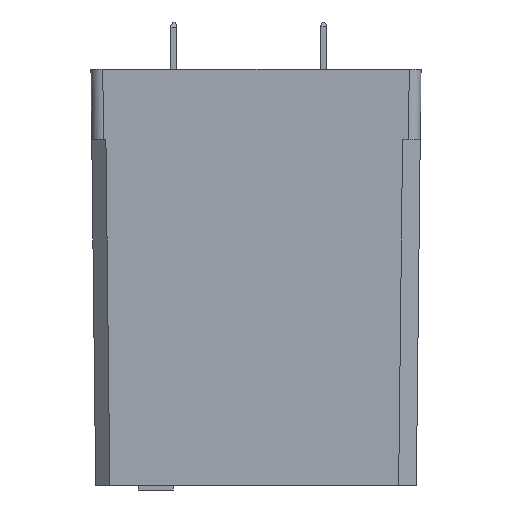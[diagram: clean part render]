
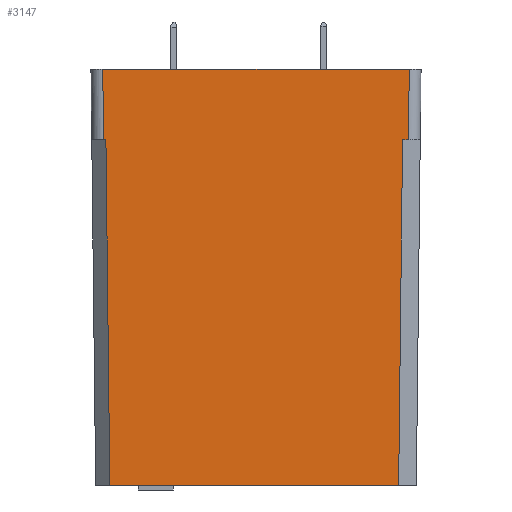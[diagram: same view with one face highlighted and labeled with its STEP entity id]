
A CAD part, front view. The second image highlights one B-rep face of the part: STEP entity #3147.
In plain terms, the highlighted planar face has unit normal (0, -1, -0.014).
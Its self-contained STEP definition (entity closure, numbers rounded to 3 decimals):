
#284 = CARTESIAN_POINT ( 'NONE',  ( -48.798, -10.35, 0. ) ) ;
#396 = CARTESIAN_POINT ( 'NONE',  ( -12.4, -9.85, -35.3 ) ) ;
#793 = CARTESIAN_POINT ( 'NONE',  ( 0., -10.265, -6. ) ) ;
#799 = DIRECTION ( 'NONE',  ( -1., 0., 0. ) ) ;
#869 = EDGE_CURVE ( 'NONE', #3154, #6116, #4894, .T. ) ;
#1047 = LINE ( 'NONE', #2925, #3869 ) ;
#1074 = DIRECTION ( 'NONE',  ( -0.011, 0.014, -1. ) ) ;
#1272 = FACE_OUTER_BOUND ( 'NONE', #6313, .T. ) ;
#1408 = ORIENTED_EDGE ( 'NONE', *, *, #2431, .F. ) ;
#1582 = VECTOR ( 'NONE', #4865, 1000. ) ;
#1677 = VECTOR ( 'NONE', #5354, 1000. ) ;
#1756 = CARTESIAN_POINT ( 'NONE',  ( 12.1, -9.85, -35.3 ) ) ;
#1902 = LINE ( 'NONE', #2737, #6557 ) ;
#1949 = CARTESIAN_POINT ( 'NONE',  ( 12.432, -10.265, -6. ) ) ;
#2262 = VERTEX_POINT ( 'NONE', #6042 ) ;
#2393 = DIRECTION ( 'NONE',  ( -0.011, -0.014, 1. ) ) ;
#2431 = EDGE_CURVE ( 'NONE', #5107, #6116, #1902, .T. ) ;
#2532 = VERTEX_POINT ( 'NONE', #1756 ) ;
#2737 = CARTESIAN_POINT ( 'NONE',  ( 13., -10.35, 0. ) ) ;
#2925 = CARTESIAN_POINT ( 'NONE',  ( -12.932, -10.265, -6. ) ) ;
#2992 = ORIENTED_EDGE ( 'NONE', *, *, #3669, .F. ) ;
#3070 = LINE ( 'NONE', #7133, #1582 ) ;
#3071 = DIRECTION ( 'NONE',  ( 0., 0.014, -1. ) ) ;
#3147 = ADVANCED_FACE ( 'NONE', ( #1272 ), #3656, .F. ) ;
#3154 = VERTEX_POINT ( 'NONE', #1949 ) ;
#3411 = VECTOR ( 'NONE', #5275, 1000. ) ;
#3424 = CARTESIAN_POINT ( 'NONE',  ( -12.932, -10.265, -6. ) ) ;
#3426 = ORIENTED_EDGE ( 'NONE', *, *, #5860, .F. ) ;
#3545 = CARTESIAN_POINT ( 'NONE',  ( 13., -10.35, 0. ) ) ;
#3581 = ORIENTED_EDGE ( 'NONE', *, *, #5809, .F. ) ;
#3610 = ORIENTED_EDGE ( 'NONE', *, *, #869, .T. ) ;
#3656 = PLANE ( 'NONE',  #5461 ) ;
#3669 = EDGE_CURVE ( 'NONE', #4772, #2262, #6793, .T. ) ;
#3869 = VECTOR ( 'NONE', #2393, 1000. ) ;
#4008 = CARTESIAN_POINT ( 'NONE',  ( -12.4, -9.85, -35.3 ) ) ;
#4098 = CARTESIAN_POINT ( 'NONE',  ( -48.798, -9.85, -35.3 ) ) ;
#4107 = ORIENTED_EDGE ( 'NONE', *, *, #5362, .F. ) ;
#4167 = DIRECTION ( 'NONE',  ( 1., 0., 0. ) ) ;
#4171 = VECTOR ( 'NONE', #4500, 1000. ) ;
#4343 = CARTESIAN_POINT ( 'NONE',  ( 12.932, -10.265, -6. ) ) ;
#4500 = DIRECTION ( 'NONE',  ( -0.011, -0.014, 1. ) ) ;
#4561 = EDGE_CURVE ( 'NONE', #7143, #5107, #6069, .T. ) ;
#4772 = VERTEX_POINT ( 'NONE', #396 ) ;
#4865 = DIRECTION ( 'NONE',  ( 1., 0., 0. ) ) ;
#4894 = LINE ( 'NONE', #793, #3411 ) ;
#4904 = LINE ( 'NONE', #4098, #5078 ) ;
#5078 = VECTOR ( 'NONE', #799, 1000. ) ;
#5107 = VERTEX_POINT ( 'NONE', #3545 ) ;
#5275 = DIRECTION ( 'NONE',  ( 1., 0., 0. ) ) ;
#5354 = DIRECTION ( 'NONE',  ( -0.011, 0.014, -1. ) ) ;
#5362 = EDGE_CURVE ( 'NONE', #3154, #2532, #6953, .T. ) ;
#5461 = AXIS2_PLACEMENT_3D ( 'NONE', #284, #6362, #3071 ) ;
#5524 = EDGE_CURVE ( 'NONE', #5749, #2262, #3070, .T. ) ;
#5749 = VERTEX_POINT ( 'NONE', #3424 ) ;
#5809 = EDGE_CURVE ( 'NONE', #5749, #7143, #1047, .T. ) ;
#5858 = CARTESIAN_POINT ( 'NONE',  ( -48.798, -10.35, 0. ) ) ;
#5860 = EDGE_CURVE ( 'NONE', #2532, #4772, #4904, .T. ) ;
#6042 = CARTESIAN_POINT ( 'NONE',  ( -12.732, -10.265, -6. ) ) ;
#6069 = LINE ( 'NONE', #5858, #6600 ) ;
#6116 = VERTEX_POINT ( 'NONE', #4343 ) ;
#6313 = EDGE_LOOP ( 'NONE', ( #6950, #2992, #3426, #4107, #3610, #1408, #6676, #3581 ) ) ;
#6362 = DIRECTION ( 'NONE',  ( 0., 1., 0.014 ) ) ;
#6499 = CARTESIAN_POINT ( 'NONE',  ( 12.432, -10.265, -6. ) ) ;
#6557 = VECTOR ( 'NONE', #1074, 1000. ) ;
#6600 = VECTOR ( 'NONE', #4167, 1000. ) ;
#6676 = ORIENTED_EDGE ( 'NONE', *, *, #4561, .F. ) ;
#6793 = LINE ( 'NONE', #4008, #4171 ) ;
#6950 = ORIENTED_EDGE ( 'NONE', *, *, #5524, .T. ) ;
#6953 = LINE ( 'NONE', #6499, #1677 ) ;
#7133 = CARTESIAN_POINT ( 'NONE',  ( -3.175, -10.265, -6. ) ) ;
#7143 = VERTEX_POINT ( 'NONE', #7243 ) ;
#7243 = CARTESIAN_POINT ( 'NONE',  ( -13., -10.35, 0. ) ) ;
